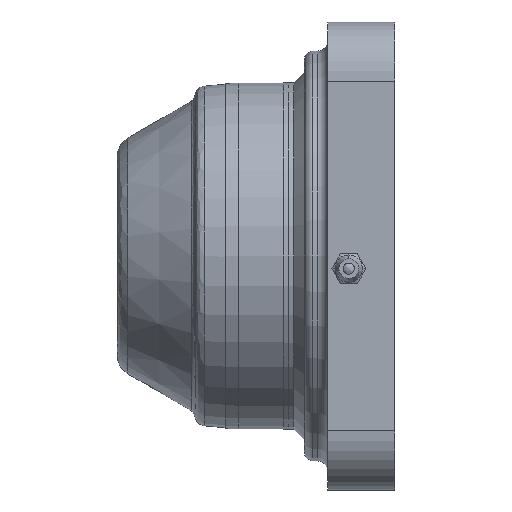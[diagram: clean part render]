
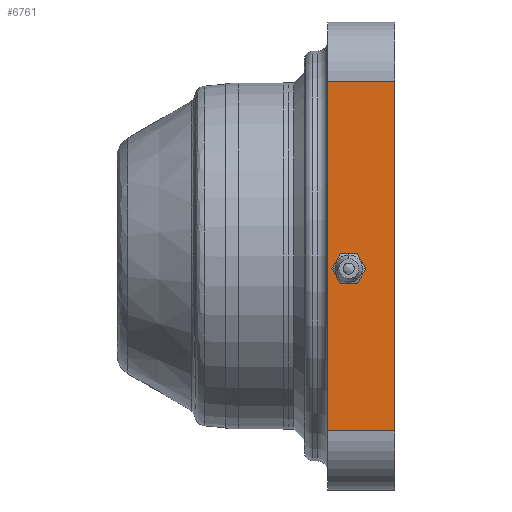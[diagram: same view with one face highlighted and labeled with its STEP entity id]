
A CAD part, left-side view. The second image highlights one B-rep face of the part: STEP entity #6761.
In plain terms, the highlighted planar face has unit normal (-1, 0, 0).
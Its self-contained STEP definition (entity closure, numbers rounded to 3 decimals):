
#324 = AXIS2_PLACEMENT_3D ( 'NONE', #2075, #6884, #6076 ) ;
#898 = VERTEX_POINT ( 'NONE', #7445 ) ;
#904 = EDGE_CURVE ( 'NONE', #6310, #898, #7483, .T. ) ;
#1617 = ORIENTED_EDGE ( 'NONE', *, *, #6668, .F. ) ;
#1921 = CARTESIAN_POINT ( 'NONE',  ( -55.5, -15.9, -41.5 ) ) ;
#2013 = DIRECTION ( 'NONE',  ( 0., 0., 1. ) ) ;
#2075 = CARTESIAN_POINT ( 'NONE',  ( -55.5, -15.9, -41.5 ) ) ;
#2491 = VECTOR ( 'NONE', #2013, 1000. ) ;
#2973 = LINE ( 'NONE', #5671, #6052 ) ;
#3336 = VERTEX_POINT ( 'NONE', #7460 ) ;
#3436 = PLANE ( 'NONE',  #324 ) ;
#4303 = ORIENTED_EDGE ( 'NONE', *, *, #6638, .F. ) ;
#4618 = ORIENTED_EDGE ( 'NONE', *, *, #7719, .T. ) ;
#4630 = LINE ( 'NONE', #7368, #8808 ) ;
#5271 = ORIENTED_EDGE ( 'NONE', *, *, #904, .T. ) ;
#5558 = DIRECTION ( 'NONE',  ( 0., 0., 1. ) ) ;
#5671 = CARTESIAN_POINT ( 'NONE',  ( -55.5, -15.9, -41.5 ) ) ;
#6052 = VECTOR ( 'NONE', #6427, 1000. ) ;
#6076 = DIRECTION ( 'NONE',  ( 0., 0., 1. ) ) ;
#6310 = VERTEX_POINT ( 'NONE', #8568 ) ;
#6345 = VERTEX_POINT ( 'NONE', #6516 ) ;
#6427 = DIRECTION ( 'NONE',  ( 0., 1., 0. ) ) ;
#6516 = CARTESIAN_POINT ( 'NONE',  ( -55.5, 0., 41.5 ) ) ;
#6638 = EDGE_CURVE ( 'NONE', #3336, #6345, #8892, .T. ) ;
#6668 = EDGE_CURVE ( 'NONE', #6310, #3336, #2973, .T. ) ;
#6761 = ADVANCED_FACE ( 'NONE', ( #6925 ), #3436, .T. ) ;
#6884 = DIRECTION ( 'NONE',  ( -1., 0., 0. ) ) ;
#6925 = FACE_OUTER_BOUND ( 'NONE', #8580, .T. ) ;
#7197 = VECTOR ( 'NONE', #5558, 1000. ) ;
#7368 = CARTESIAN_POINT ( 'NONE',  ( -55.5, -15.9, 41.5 ) ) ;
#7445 = CARTESIAN_POINT ( 'NONE',  ( -55.5, -15.9, 41.5 ) ) ;
#7460 = CARTESIAN_POINT ( 'NONE',  ( -55.5, 0., -41.5 ) ) ;
#7483 = LINE ( 'NONE', #1921, #2491 ) ;
#7719 = EDGE_CURVE ( 'NONE', #898, #6345, #4630, .T. ) ;
#8249 = CARTESIAN_POINT ( 'NONE',  ( -55.5, 0., -41.5 ) ) ;
#8568 = CARTESIAN_POINT ( 'NONE',  ( -55.5, -15.9, -41.5 ) ) ;
#8580 = EDGE_LOOP ( 'NONE', ( #4303, #1617, #5271, #4618 ) ) ;
#8777 = DIRECTION ( 'NONE',  ( 0., 1., 0. ) ) ;
#8808 = VECTOR ( 'NONE', #8777, 1000. ) ;
#8892 = LINE ( 'NONE', #8249, #7197 ) ;
